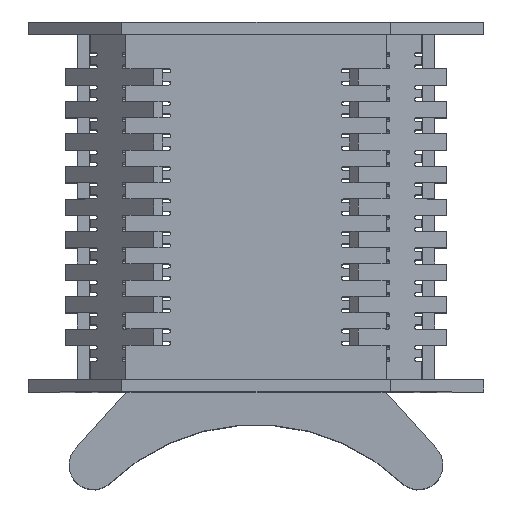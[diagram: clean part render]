
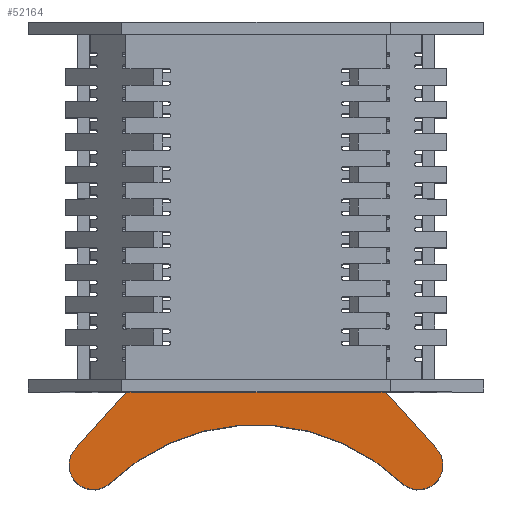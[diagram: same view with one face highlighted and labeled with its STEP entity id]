
A CAD part, top view. The second image highlights one B-rep face of the part: STEP entity #52164.
In plain terms, the highlighted planar face has unit normal (0, 0, 1).
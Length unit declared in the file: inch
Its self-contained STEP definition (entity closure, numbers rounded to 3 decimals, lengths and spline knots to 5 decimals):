
#276 = DIRECTION ( 'NONE',  ( 0., -1., 0. ) ) ;
#408 = CARTESIAN_POINT ( 'NONE',  ( 11.12001, -3.50222, 8.375 ) ) ;
#722 = LINE ( 'NONE', #27738, #16391 ) ;
#1076 = ORIENTED_EDGE ( 'NONE', *, *, #35463, .T. ) ;
#1337 = FACE_OUTER_BOUND ( 'NONE', #27044, .T. ) ;
#2370 = VERTEX_POINT ( 'NONE', #7272 ) ;
#2772 = EDGE_CURVE ( 'NONE', #46429, #17567, #38354, .T. ) ;
#3143 = CARTESIAN_POINT ( 'NONE',  ( 8.96552, -5.58621, 8.375 ) ) ;
#4613 = EDGE_CURVE ( 'NONE', #23254, #53323, #47414, .T. ) ;
#7102 = EDGE_CURVE ( 'NONE', #47762, #58715, #44392, .T. ) ;
#7272 = CARTESIAN_POINT ( 'NONE',  ( 6.75, 0.69, 8.375 ) ) ;
#7489 = LINE ( 'NONE', #22571, #44600 ) ;
#7796 = VERTEX_POINT ( 'NONE', #16589 ) ;
#8725 = VECTOR ( 'NONE', #9189, 39.37008 ) ;
#8750 = DIRECTION ( 'NONE',  ( 0., 1., 0. ) ) ;
#8869 = ORIENTED_EDGE ( 'NONE', *, *, #61786, .T. ) ;
#9189 = DIRECTION ( 'NONE',  ( -1., 0., 0. ) ) ;
#10031 = DIRECTION ( 'NONE',  ( 0., -1., 0. ) ) ;
#10176 = EDGE_CURVE ( 'NONE', #15492, #60172, #39327, .T. ) ;
#10527 = CARTESIAN_POINT ( 'NONE',  ( 8., 0., 8.375 ) ) ;
#10843 = VERTEX_POINT ( 'NONE', #34276 ) ;
#11082 = CARTESIAN_POINT ( 'NONE',  ( -6.75, 0., 8.375 ) ) ;
#11355 = CARTESIAN_POINT ( 'NONE',  ( 5.25, 0.69, 8.375 ) ) ;
#11568 = CIRCLE ( 'NONE', #13752, 13. ) ;
#11590 = DIRECTION ( 'NONE',  ( 0., 0., 1. ) ) ;
#12887 = LINE ( 'NONE', #63894, #47114 ) ;
#13644 = CARTESIAN_POINT ( 'NONE',  ( 6.75, 0., 8.375 ) ) ;
#13752 = AXIS2_PLACEMENT_3D ( 'NONE', #55822, #66405, #30120 ) ;
#14767 = ORIENTED_EDGE ( 'NONE', *, *, #28673, .F. ) ;
#15492 = VERTEX_POINT ( 'NONE', #10527 ) ;
#16391 = VECTOR ( 'NONE', #21585, 39.37008 ) ;
#16589 = CARTESIAN_POINT ( 'NONE',  ( -5.25, 0., 8.375 ) ) ;
#16731 = CARTESIAN_POINT ( 'NONE',  ( 10., -4.5, 8.375 ) ) ;
#17567 = VERTEX_POINT ( 'NONE', #11082 ) ;
#18116 = VERTEX_POINT ( 'NONE', #64349 ) ;
#19915 = EDGE_CURVE ( 'NONE', #7796, #10843, #40896, .T. ) ;
#20021 = CARTESIAN_POINT ( 'NONE',  ( -5.25, -4.5, 8.375 ) ) ;
#20390 = EDGE_CURVE ( 'NONE', #2370, #60172, #26086, .T. ) ;
#21585 = DIRECTION ( 'NONE',  ( 0.665, 0.747, 0. ) ) ;
#22501 = VECTOR ( 'NONE', #34509, 39.37008 ) ;
#22571 = CARTESIAN_POINT ( 'NONE',  ( 8., 0., 8.375 ) ) ;
#23254 = VERTEX_POINT ( 'NONE', #30569 ) ;
#23383 = ORIENTED_EDGE ( 'NONE', *, *, #19915, .T. ) ;
#23469 = ORIENTED_EDGE ( 'NONE', *, *, #38448, .T. ) ;
#23672 = VECTOR ( 'NONE', #276, 39.37008 ) ;
#26086 = LINE ( 'NONE', #62698, #40030 ) ;
#26274 = LINE ( 'NONE', #47173, #23672 ) ;
#27044 = EDGE_LOOP ( 'NONE', ( #63341, #40380, #34675, #65387, #23469, #23383, #8869, #52738, #51276, #14767, #37827, #27385, #54504, #1076 ) ) ;
#27188 = CARTESIAN_POINT ( 'NONE',  ( -8.96552, -5.58621, 8.375 ) ) ;
#27385 = ORIENTED_EDGE ( 'NONE', *, *, #44229, .T. ) ;
#27738 = CARTESIAN_POINT ( 'NONE',  ( -8., 0., 8.375 ) ) ;
#28019 = DIRECTION ( 'NONE',  ( -0.665, 0.747, 0. ) ) ;
#28054 = DIRECTION ( 'NONE',  ( 1., 0., 0. ) ) ;
#28349 = VERTEX_POINT ( 'NONE', #3143 ) ;
#28673 = EDGE_CURVE ( 'NONE', #58715, #46429, #722, .T. ) ;
#30120 = DIRECTION ( 'NONE',  ( -1., 0., 0. ) ) ;
#30569 = CARTESIAN_POINT ( 'NONE',  ( 5.25, 0., 8.375 ) ) ;
#31779 = DIRECTION ( 'NONE',  ( -1., 0., 0. ) ) ;
#31797 = VERTEX_POINT ( 'NONE', #408 ) ;
#32127 = PLANE ( 'NONE',  #51884 ) ;
#32331 = DIRECTION ( 'NONE',  ( 0., 1., 0. ) ) ;
#32456 = DIRECTION ( 'NONE',  ( 1., 0., 0. ) ) ;
#34079 = VECTOR ( 'NONE', #8750, 39.37008 ) ;
#34276 = CARTESIAN_POINT ( 'NONE',  ( -5.25, 0.69, 8.375 ) ) ;
#34509 = DIRECTION ( 'NONE',  ( 1., 0., 0. ) ) ;
#34675 = ORIENTED_EDGE ( 'NONE', *, *, #60258, .F. ) ;
#34917 = CARTESIAN_POINT ( 'NONE',  ( -11.12001, -3.50222, 8.375 ) ) ;
#35451 = AXIS2_PLACEMENT_3D ( 'NONE', #46197, #40714, #41731 ) ;
#35463 = EDGE_CURVE ( 'NONE', #31797, #15492, #7489, .T. ) ;
#35659 = VECTOR ( 'NONE', #32331, 39.37008 ) ;
#36896 = DIRECTION ( 'NONE',  ( 0., 0., -1. ) ) ;
#37709 = CARTESIAN_POINT ( 'NONE',  ( -8., 0., 8.375 ) ) ;
#37827 = ORIENTED_EDGE ( 'NONE', *, *, #7102, .F. ) ;
#38329 = CARTESIAN_POINT ( 'NONE',  ( 10., 0.69, 8.375 ) ) ;
#38354 = LINE ( 'NONE', #54428, #45889 ) ;
#38448 = EDGE_CURVE ( 'NONE', #23254, #7796, #12887, .T. ) ;
#39327 = LINE ( 'NONE', #60867, #8725 ) ;
#40030 = VECTOR ( 'NONE', #10031, 39.37008 ) ;
#40380 = ORIENTED_EDGE ( 'NONE', *, *, #20390, .F. ) ;
#40714 = DIRECTION ( 'NONE',  ( 0., 0., 1. ) ) ;
#40896 = LINE ( 'NONE', #20021, #34079 ) ;
#41079 = VECTOR ( 'NONE', #45180, 39.37008 ) ;
#41731 = DIRECTION ( 'NONE',  ( 1., 0., 0. ) ) ;
#44229 = EDGE_CURVE ( 'NONE', #47762, #28349, #11568, .T. ) ;
#44392 = CIRCLE ( 'NONE', #47661, 1.5 ) ;
#44600 = VECTOR ( 'NONE', #28019, 39.37008 ) ;
#44900 = EDGE_CURVE ( 'NONE', #18116, #17567, #26274, .T. ) ;
#45180 = DIRECTION ( 'NONE',  ( -1., 0., 0. ) ) ;
#45889 = VECTOR ( 'NONE', #28054, 39.37008 ) ;
#46197 = CARTESIAN_POINT ( 'NONE',  ( 10., -4.5, 8.375 ) ) ;
#46416 = CIRCLE ( 'NONE', #35451, 1.5 ) ;
#46429 = VERTEX_POINT ( 'NONE', #37709 ) ;
#47114 = VECTOR ( 'NONE', #64909, 39.37008 ) ;
#47173 = CARTESIAN_POINT ( 'NONE',  ( -6.75, -4.5, 8.375 ) ) ;
#47414 = LINE ( 'NONE', #48082, #35659 ) ;
#47661 = AXIS2_PLACEMENT_3D ( 'NONE', #67713, #36896, #31779 ) ;
#47762 = VERTEX_POINT ( 'NONE', #27188 ) ;
#48082 = CARTESIAN_POINT ( 'NONE',  ( 5.25, -4.5, 8.375 ) ) ;
#51276 = ORIENTED_EDGE ( 'NONE', *, *, #2772, .F. ) ;
#51884 = AXIS2_PLACEMENT_3D ( 'NONE', #16731, #11590, #32456 ) ;
#52042 = EDGE_CURVE ( 'NONE', #28349, #31797, #46416, .T. ) ;
#52164 = ADVANCED_FACE ( 'NONE', ( #1337 ), #32127, .T. ) ;
#52738 = ORIENTED_EDGE ( 'NONE', *, *, #44900, .T. ) ;
#53323 = VERTEX_POINT ( 'NONE', #11355 ) ;
#54428 = CARTESIAN_POINT ( 'NONE',  ( 0., 0., 8.375 ) ) ;
#54504 = ORIENTED_EDGE ( 'NONE', *, *, #52042, .T. ) ;
#55127 = LINE ( 'NONE', #60270, #41079 ) ;
#55822 = CARTESIAN_POINT ( 'NONE',  ( 0., -15., 8.375 ) ) ;
#58715 = VERTEX_POINT ( 'NONE', #34917 ) ;
#60172 = VERTEX_POINT ( 'NONE', #13644 ) ;
#60220 = LINE ( 'NONE', #38329, #22501 ) ;
#60258 = EDGE_CURVE ( 'NONE', #53323, #2370, #60220, .T. ) ;
#60270 = CARTESIAN_POINT ( 'NONE',  ( -10., 0.69, 8.375 ) ) ;
#60867 = CARTESIAN_POINT ( 'NONE',  ( 0., 0., 8.375 ) ) ;
#61786 = EDGE_CURVE ( 'NONE', #10843, #18116, #55127, .T. ) ;
#62698 = CARTESIAN_POINT ( 'NONE',  ( 6.75, -4.5, 8.375 ) ) ;
#63341 = ORIENTED_EDGE ( 'NONE', *, *, #10176, .T. ) ;
#63894 = CARTESIAN_POINT ( 'NONE',  ( 0., 0., 8.375 ) ) ;
#64349 = CARTESIAN_POINT ( 'NONE',  ( -6.75, 0.69, 8.375 ) ) ;
#64909 = DIRECTION ( 'NONE',  ( -1., 0., 0. ) ) ;
#65387 = ORIENTED_EDGE ( 'NONE', *, *, #4613, .F. ) ;
#66405 = DIRECTION ( 'NONE',  ( 0., 0., -1. ) ) ;
#67713 = CARTESIAN_POINT ( 'NONE',  ( -10., -4.5, 8.375 ) ) ;
